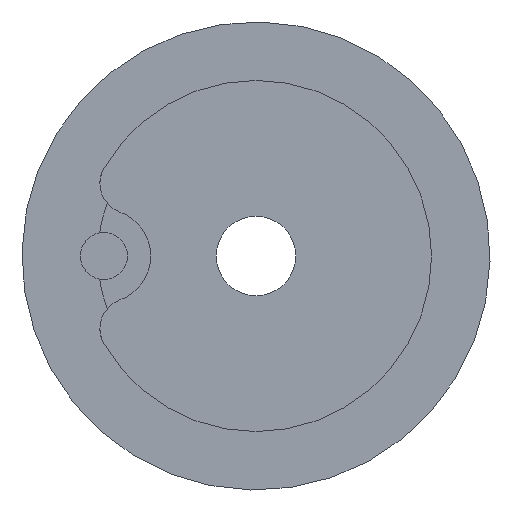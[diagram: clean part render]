
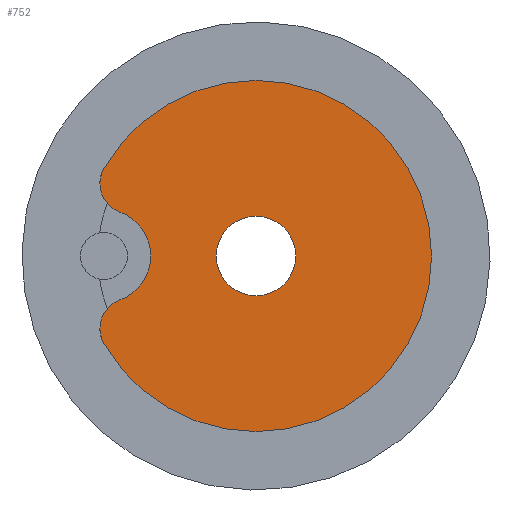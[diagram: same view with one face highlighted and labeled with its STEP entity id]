
A CAD part, front view. The second image highlights one B-rep face of the part: STEP entity #752.
In plain terms, the highlighted planar face has unit normal (0, -1, 0).
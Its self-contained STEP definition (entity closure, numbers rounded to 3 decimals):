
#595=CARTESIAN_POINT('Axis2P3D Location',(0.,10.16,0.)) ;
#610=CARTESIAN_POINT('Axis2P3D Location',(-16.51,10.16,0.)) ;
#614=CARTESIAN_POINT('Vertex',(-14.769,10.16,-4.772)) ;
#616=CARTESIAN_POINT('Vertex',(-11.43,10.16,0.)) ;
#641=CARTESIAN_POINT('Axis2P3D Location',(-13.638,10.16,-7.875)) ;
#645=CARTESIAN_POINT('Vertex',(-16.497,10.16,-9.526)) ;
#666=CARTESIAN_POINT('Axis2P3D Location',(-16.51,10.16,0.)) ;
#670=CARTESIAN_POINT('Vertex',(-14.769,10.16,4.772)) ;
#690=CARTESIAN_POINT('Axis2P3D Location',(0.,10.16,0.)) ;
#694=CARTESIAN_POINT('Vertex',(-16.497,10.16,9.526)) ;
#714=CARTESIAN_POINT('Axis2P3D Location',(-13.638,10.16,7.875)) ;
#734=CARTESIAN_POINT('Axis2P3D Location',(0.,10.16,0.)) ;
#738=CARTESIAN_POINT('Vertex',(4.318,10.16,0.)) ;
#740=CARTESIAN_POINT('Vertex',(-4.318,10.16,0.)) ;
#743=CARTESIAN_POINT('Axis2P3D Location',(0.,10.16,0.)) ;
#596=DIRECTION('Axis2P3D Direction',(0.,-1.,0.)) ;
#597=DIRECTION('Axis2P3D XDirection',(1.,0.,0.)) ;
#611=DIRECTION('Axis2P3D Direction',(0.,-1.,0.)) ;
#642=DIRECTION('Axis2P3D Direction',(0.,-1.,0.)) ;
#667=DIRECTION('Axis2P3D Direction',(0.,-1.,0.)) ;
#691=DIRECTION('Axis2P3D Direction',(0.,-1.,0.)) ;
#715=DIRECTION('Axis2P3D Direction',(0.,-1.,0.)) ;
#735=DIRECTION('Axis2P3D Direction',(0.,-1.,0.)) ;
#744=DIRECTION('Axis2P3D Direction',(0.,-1.,0.)) ;
#598=AXIS2_PLACEMENT_3D('Plane Axis2P3D',#595,#596,#597) ;
#612=AXIS2_PLACEMENT_3D('Circle Axis2P3D',#610,#611,$) ;
#643=AXIS2_PLACEMENT_3D('Circle Axis2P3D',#641,#642,$) ;
#668=AXIS2_PLACEMENT_3D('Circle Axis2P3D',#666,#667,$) ;
#692=AXIS2_PLACEMENT_3D('Circle Axis2P3D',#690,#691,$) ;
#716=AXIS2_PLACEMENT_3D('Circle Axis2P3D',#714,#715,$) ;
#736=AXIS2_PLACEMENT_3D('Circle Axis2P3D',#734,#735,$) ;
#745=AXIS2_PLACEMENT_3D('Circle Axis2P3D',#743,#744,$) ;
#613=CIRCLE('generated circle',#612,5.08) ;
#644=CIRCLE('generated circle',#643,3.302) ;
#669=CIRCLE('generated circle',#668,5.08) ;
#693=CIRCLE('generated circle',#692,19.05) ;
#717=CIRCLE('generated circle',#716,3.302) ;
#737=CIRCLE('generated circle',#736,4.318) ;
#746=CIRCLE('generated circle',#745,4.318) ;
#599=PLANE('',#598) ;
#751=FACE_BOUND('',#748,.T.) ;
#618=EDGE_CURVE('',#615,#617,#613,.T.) ;
#647=EDGE_CURVE('',#646,#615,#644,.F.) ;
#672=EDGE_CURVE('',#617,#671,#669,.T.) ;
#696=EDGE_CURVE('',#695,#646,#693,.F.) ;
#718=EDGE_CURVE('',#671,#695,#717,.F.) ;
#742=EDGE_CURVE('',#739,#741,#737,.T.) ;
#747=EDGE_CURVE('',#741,#739,#746,.T.) ;
#728=ORIENTED_EDGE('',*,*,#618,.F.) ;
#729=ORIENTED_EDGE('',*,*,#647,.F.) ;
#730=ORIENTED_EDGE('',*,*,#696,.F.) ;
#731=ORIENTED_EDGE('',*,*,#718,.F.) ;
#732=ORIENTED_EDGE('',*,*,#672,.F.) ;
#749=ORIENTED_EDGE('',*,*,#742,.F.) ;
#750=ORIENTED_EDGE('',*,*,#747,.F.) ;
#727=EDGE_LOOP('',(#728,#729,#730,#731,#732)) ;
#748=EDGE_LOOP('',(#749,#750)) ;
#615=VERTEX_POINT('',#614) ;
#617=VERTEX_POINT('',#616) ;
#646=VERTEX_POINT('',#645) ;
#671=VERTEX_POINT('',#670) ;
#695=VERTEX_POINT('',#694) ;
#739=VERTEX_POINT('',#738) ;
#741=VERTEX_POINT('',#740) ;
#752=ADVANCED_FACE('PartBody',(#733,#751),#599,.T.) ;
#733=FACE_OUTER_BOUND('',#727,.T.) ;
